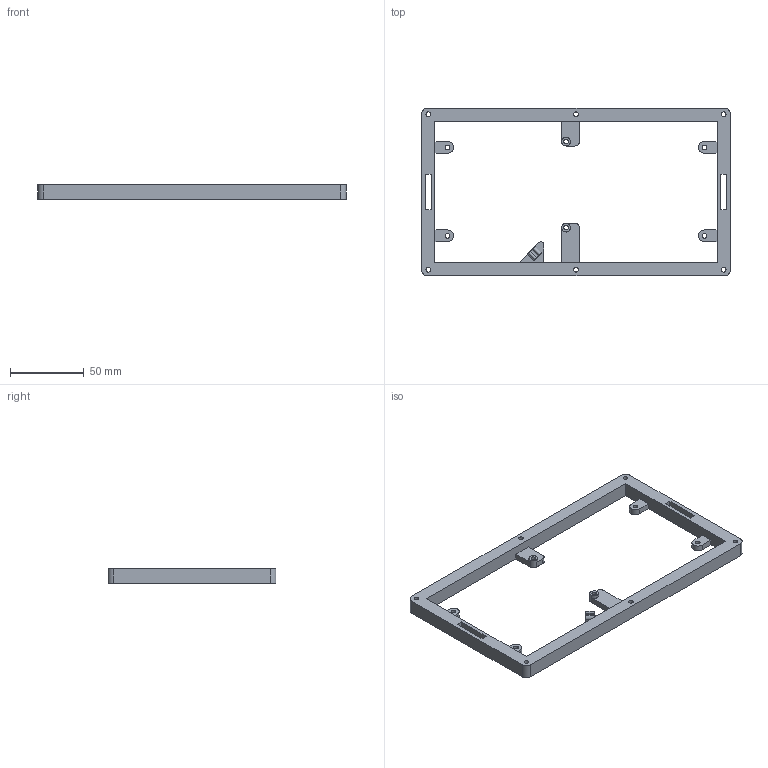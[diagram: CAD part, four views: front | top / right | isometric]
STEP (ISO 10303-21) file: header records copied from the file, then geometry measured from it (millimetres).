
FILE_DESCRIPTION (( 'STEP AP203' ), '1' );
FILE_NAME ('matrix midplate v3.STEP', '2022-05-02T14:02:40', ( '' ), ( '' ), 'SwSTEP 2.0', 'SolidWorks 2020', '' );
FILE_SCHEMA (( 'CONFIG_CONTROL_DESIGN' ));
Length unit declared in the file: millimetre
Products named in the file (1): matrix midplate v3
Bounding box: 209.5 x 114 x 10 mm (x, y, z)
Volume: 56508.1 mm3; surface area: 27571.8 mm2
Topology: 1 solids, 1 shells, 98 faces, 286 edges, 188 vertices
Faces by surface type: cylinder 50, plane 44, cone 4
Entity records: 3413 total; most frequent: DIRECTION 586, CARTESIAN_POINT 585, ORIENTED_EDGE 572, EDGE_CURVE 286, AXIS2_PLACEMENT_3D 205, VERTEX_POINT 188, LINE 176, VECTOR 176
